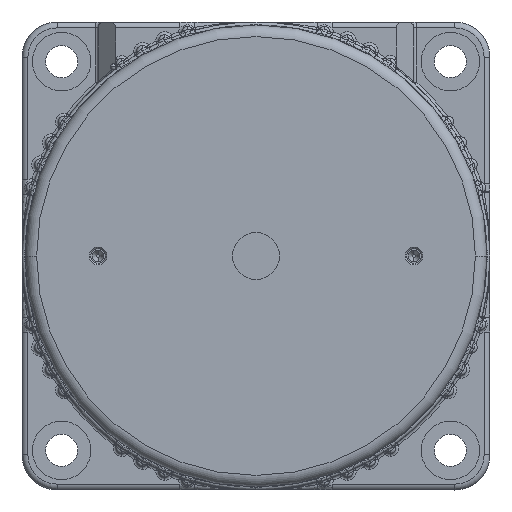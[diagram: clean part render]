
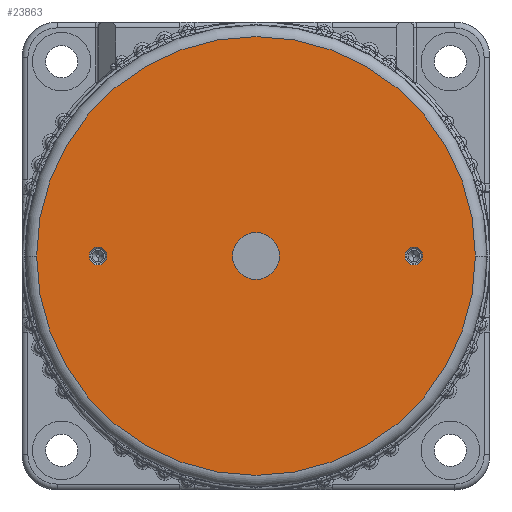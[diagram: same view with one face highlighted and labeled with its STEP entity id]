
A CAD part, front view. The second image highlights one B-rep face of the part: STEP entity #23863.
In plain terms, the highlighted face is planar.
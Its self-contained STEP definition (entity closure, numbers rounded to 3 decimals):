
#110 = DIRECTION ( 'NONE',  ( 0., 0., 1. ) ) ;
#512 = DIRECTION ( 'NONE',  ( -1., 0., 0. ) ) ;
#745 = CARTESIAN_POINT ( 'NONE',  ( -28.525, 0., 0. ) ) ;
#1380 = CARTESIAN_POINT ( 'NONE',  ( 28.525, 0., 0. ) ) ;
#1805 = EDGE_CURVE ( 'NONE', #15357, #17404, #12138, .T. ) ;
#3329 = VERTEX_POINT ( 'NONE', #1380 ) ;
#3471 = CIRCLE ( 'NONE', #22708, 37.5 ) ;
#3536 = AXIS2_PLACEMENT_3D ( 'NONE', #9670, #6739, #25167 ) ;
#3980 = ORIENTED_EDGE ( 'NONE', *, *, #7758, .T. ) ;
#4008 = ORIENTED_EDGE ( 'NONE', *, *, #14717, .F. ) ;
#5179 = DIRECTION ( 'NONE',  ( 1., 0., 0. ) ) ;
#5490 = CARTESIAN_POINT ( 'NONE',  ( -4., 0., 0. ) ) ;
#5632 = CARTESIAN_POINT ( 'NONE',  ( 0., 0., 0. ) ) ;
#5655 = CARTESIAN_POINT ( 'NONE',  ( -25.475, 0., 0. ) ) ;
#5770 = ORIENTED_EDGE ( 'NONE', *, *, #8184, .F. ) ;
#5798 = DIRECTION ( 'NONE',  ( 0., 0., 1. ) ) ;
#5799 = DIRECTION ( 'NONE',  ( 1., 0., 0. ) ) ;
#6351 = FACE_BOUND ( 'NONE', #27542, .T. ) ;
#6739 = DIRECTION ( 'NONE',  ( 0., 0., 1. ) ) ;
#7758 = EDGE_CURVE ( 'NONE', #22685, #29963, #3471, .T. ) ;
#8184 = EDGE_CURVE ( 'NONE', #17404, #15357, #31997, .T. ) ;
#9172 = AXIS2_PLACEMENT_3D ( 'NONE', #5632, #26629, #512 ) ;
#9670 = CARTESIAN_POINT ( 'NONE',  ( 27., 0., 0. ) ) ;
#10047 = DIRECTION ( 'NONE',  ( 1., 0., 0. ) ) ;
#10405 = CARTESIAN_POINT ( 'NONE',  ( -27., 0., 0. ) ) ;
#10517 = CARTESIAN_POINT ( 'NONE',  ( -37.5, 0., 0. ) ) ;
#11497 = PLANE ( 'NONE',  #15437 ) ;
#11903 = CIRCLE ( 'NONE', #9172, 4. ) ;
#12137 = DIRECTION ( 'NONE',  ( 0., 0., -1. ) ) ;
#12138 = CIRCLE ( 'NONE', #26430, 1.525 ) ;
#13285 = CARTESIAN_POINT ( 'NONE',  ( 25.475, 0., 0. ) ) ;
#13908 = FACE_OUTER_BOUND ( 'NONE', #15785, .T. ) ;
#14717 = EDGE_CURVE ( 'NONE', #29191, #3329, #32178, .T. ) ;
#14759 = EDGE_CURVE ( 'NONE', #15489, #25653, #16829, .T. ) ;
#15144 = EDGE_LOOP ( 'NONE', ( #23443, #24060 ) ) ;
#15357 = VERTEX_POINT ( 'NONE', #745 ) ;
#15437 = AXIS2_PLACEMENT_3D ( 'NONE', #22009, #27332, #30070 ) ;
#15482 = ORIENTED_EDGE ( 'NONE', *, *, #28663, .T. ) ;
#15489 = VERTEX_POINT ( 'NONE', #5490 ) ;
#15622 = AXIS2_PLACEMENT_3D ( 'NONE', #22939, #25996, #5179 ) ;
#15666 = FACE_BOUND ( 'NONE', #16812, .T. ) ;
#15785 = EDGE_LOOP ( 'NONE', ( #15482, #3980 ) ) ;
#16295 = DIRECTION ( 'NONE',  ( 1., 0., 0. ) ) ;
#16417 = CARTESIAN_POINT ( 'NONE',  ( 4., 0., 0. ) ) ;
#16453 = CARTESIAN_POINT ( 'NONE',  ( 27., 0., 0. ) ) ;
#16717 = CIRCLE ( 'NONE', #3536, 1.525 ) ;
#16812 = EDGE_LOOP ( 'NONE', ( #28650, #4008 ) ) ;
#16829 = CIRCLE ( 'NONE', #25615, 4. ) ;
#16995 = CARTESIAN_POINT ( 'NONE',  ( 37.5, 0., 0. ) ) ;
#17375 = AXIS2_PLACEMENT_3D ( 'NONE', #16453, #29348, #5799 ) ;
#17404 = VERTEX_POINT ( 'NONE', #5655 ) ;
#17633 = CARTESIAN_POINT ( 'NONE',  ( -27., 0., 0. ) ) ;
#19723 = DIRECTION ( 'NONE',  ( -1., 0., 0. ) ) ;
#21076 = DIRECTION ( 'NONE',  ( 1., 0., 0. ) ) ;
#22009 = CARTESIAN_POINT ( 'NONE',  ( 0., 0., 0. ) ) ;
#22685 = VERTEX_POINT ( 'NONE', #10517 ) ;
#22708 = AXIS2_PLACEMENT_3D ( 'NONE', #29346, #5798, #16295 ) ;
#22939 = CARTESIAN_POINT ( 'NONE',  ( 0., 0., 0. ) ) ;
#23443 = ORIENTED_EDGE ( 'NONE', *, *, #14759, .T. ) ;
#23863 = ADVANCED_FACE ( 'NONE', ( #28716, #15666, #6351, #13908 ), #11497, .T. ) ;
#24060 = ORIENTED_EDGE ( 'NONE', *, *, #31710, .T. ) ;
#25167 = DIRECTION ( 'NONE',  ( 1., 0., 0. ) ) ;
#25615 = AXIS2_PLACEMENT_3D ( 'NONE', #30035, #12137, #19723 ) ;
#25653 = VERTEX_POINT ( 'NONE', #16417 ) ;
#25996 = DIRECTION ( 'NONE',  ( 0., 0., 1. ) ) ;
#26430 = AXIS2_PLACEMENT_3D ( 'NONE', #10405, #110, #21076 ) ;
#26629 = DIRECTION ( 'NONE',  ( 0., 0., -1. ) ) ;
#27332 = DIRECTION ( 'NONE',  ( 0., 0., 1. ) ) ;
#27542 = EDGE_LOOP ( 'NONE', ( #5770, #31545 ) ) ;
#28501 = EDGE_CURVE ( 'NONE', #3329, #29191, #16717, .T. ) ;
#28650 = ORIENTED_EDGE ( 'NONE', *, *, #28501, .F. ) ;
#28663 = EDGE_CURVE ( 'NONE', #29963, #22685, #30428, .T. ) ;
#28716 = FACE_BOUND ( 'NONE', #15144, .T. ) ;
#29191 = VERTEX_POINT ( 'NONE', #13285 ) ;
#29346 = CARTESIAN_POINT ( 'NONE',  ( 0., 0., 0. ) ) ;
#29348 = DIRECTION ( 'NONE',  ( 0., 0., 1. ) ) ;
#29839 = AXIS2_PLACEMENT_3D ( 'NONE', #17633, #30697, #10047 ) ;
#29963 = VERTEX_POINT ( 'NONE', #16995 ) ;
#30035 = CARTESIAN_POINT ( 'NONE',  ( 0., 0., 0. ) ) ;
#30070 = DIRECTION ( 'NONE',  ( 1., 0., 0. ) ) ;
#30428 = CIRCLE ( 'NONE', #15622, 37.5 ) ;
#30697 = DIRECTION ( 'NONE',  ( 0., 0., 1. ) ) ;
#31545 = ORIENTED_EDGE ( 'NONE', *, *, #1805, .F. ) ;
#31710 = EDGE_CURVE ( 'NONE', #25653, #15489, #11903, .T. ) ;
#31997 = CIRCLE ( 'NONE', #29839, 1.525 ) ;
#32178 = CIRCLE ( 'NONE', #17375, 1.525 ) ;
